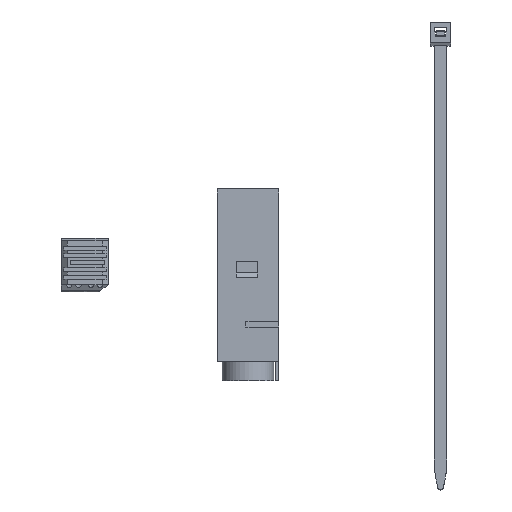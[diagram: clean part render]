
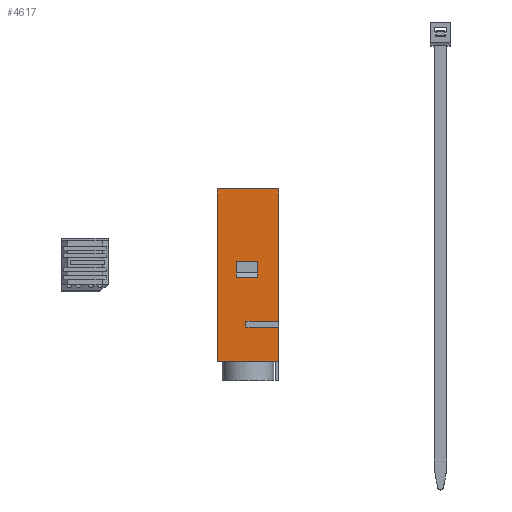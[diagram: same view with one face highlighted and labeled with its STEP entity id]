
A CAD part, left-side view. The second image highlights one B-rep face of the part: STEP entity #4617.
In plain terms, the highlighted free-form (B-spline) face has degree [1, 1] with [2, 2] control points.
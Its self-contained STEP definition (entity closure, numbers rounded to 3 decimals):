
#107=CARTESIAN_POINT('V238',(-6.95,2.85,
   1.641));
#108=VERTEX_POINT('V238',#107);
#114=CARTESIAN_POINT('V237',(-6.95,2.85,
   -1.759));
#115=VERTEX_POINT('V237',#114);
#116=CARTESIAN_POINT('E340',(-6.95,2.85,
   -1.759));
#117=CARTESIAN_POINT('E340',(-6.95,2.85,
   1.641));
#118=QUASI_UNIFORM_CURVE('E340',1,(#116,#117),.POLYLINE_FORM.,.F.,
   .U.);
#119=EDGE_CURVE('E340',#115,#108,#118,.T.);
#142=CARTESIAN_POINT('V240',(-6.95,-1.65,
   1.641));
#143=VERTEX_POINT('V240',#142);
#149=CARTESIAN_POINT('E343',(-6.95,2.85,
   1.641));
#150=CARTESIAN_POINT('E343',(-6.95,-1.65,
   1.641));
#151=B_SPLINE_CURVE_WITH_KNOTS('E343',1,(#149,#150),.POLYLINE_FORM.,
   .F.,.U.,(2,2),(0.0,5.0),.UNSPECIFIED.);
#152=EDGE_CURVE('E343',#108,#143,#151,.T.);
#184=CARTESIAN_POINT('V242',(-6.95,-1.65,
   -1.759));
#185=VERTEX_POINT('V242',#184);
#193=CARTESIAN_POINT('E456',(-6.95,-1.65,
   -1.759));
#194=CARTESIAN_POINT('E456',(-6.95,2.85,
   -1.759));
#195=B_SPLINE_CURVE_WITH_KNOTS('E456',1,(#193,#194),.POLYLINE_FORM.,
   .F.,.U.,(2,2),(2.0,5.536),.UNSPECIFIED.);
#196=EDGE_CURVE('E456',#185,#115,#195,.T.);
#206=CARTESIAN_POINT('E348',(-6.95,-1.65,
   1.641));
#207=CARTESIAN_POINT('E348',(-6.95,-1.65,
   -1.759));
#208=B_SPLINE_CURVE_WITH_KNOTS('E348',1,(#206,#207),.POLYLINE_FORM.,
   .F.,.U.,(2,2),(0.0,3.778),.UNSPECIFIED.);
#209=EDGE_CURVE('E348',#143,#185,#208,.T.);
#3558=CARTESIAN_POINT('V299',(-6.95,0.75,
   -11.209));
#3559=VERTEX_POINT('V299',#3558);
#3560=CARTESIAN_POINT('V59',(-6.95,-6.25,
   -11.209));
#3561=VERTEX_POINT('V59',#3560);
#3562=CARTESIAN_POINT('E447',(-6.95,0.75,
   -11.209));
#3563=CARTESIAN_POINT('E447',(-6.95,-6.25,
   -11.209));
#3564=B_SPLINE_CURVE_WITH_KNOTS('E447',1,(#3562,#3563),
   .POLYLINE_FORM.,.F.,.U.,(2,2),(0.0,7.0),.UNSPECIFIED.);
#3565=EDGE_CURVE('E447',#3559,#3561,#3564,.T.);
#4225=CARTESIAN_POINT('V63',(-6.95,-6.25,
   -19.809));
#4226=VERTEX_POINT('V63',#4225);
#4232=CARTESIAN_POINT('V307',(-6.95,6.9,
   -19.809));
#4233=VERTEX_POINT('V307',#4232);
#4234=CARTESIAN_POINT('E455',(-6.95,6.9,
   -19.809));
#4235=CARTESIAN_POINT('E455',(-6.95,-6.25,
   -19.809));
#4236=QUASI_UNIFORM_CURVE('E455',1,(#4234,#4235),.POLYLINE_FORM.,.F.,
   .U.);
#4237=EDGE_CURVE('E455',#4233,#4226,#4236,.T.);
#4424=CARTESIAN_POINT('V58',(-6.95,-6.25,
   17.091));
#4425=VERTEX_POINT('V58',#4424);
#4431=CARTESIAN_POINT('E67',(-6.95,-6.25,
   -11.209));
#4432=CARTESIAN_POINT('E67',(-6.95,-6.25,
   17.091));
#4433=B_SPLINE_CURVE_WITH_KNOTS('E67',1,(#4431,#4432),
   .POLYLINE_FORM.,.F.,.U.,(2,2),(0.654,
   2.806),.UNSPECIFIED.);
#4434=EDGE_CURVE('E67',#3561,#4425,#4433,.T.);
#4438=CARTESIAN_POINT('V62',(-6.95,-6.25,
   -12.409));
#4439=VERTEX_POINT('V62',#4438);
#4445=CARTESIAN_POINT('E71',(-6.95,-6.25,
   -19.809));
#4446=CARTESIAN_POINT('E71',(-6.95,-6.25,
   -12.409));
#4447=B_SPLINE_CURVE_WITH_KNOTS('E71',1,(#4445,#4446),
   .POLYLINE_FORM.,.F.,.U.,(2,2),(0.0,0.563),
   .UNSPECIFIED.);
#4448=EDGE_CURVE('E71',#4226,#4439,#4447,.T.);
#4554=CARTESIAN_POINT('V298',(-6.95,0.75,
   -12.409));
#4555=VERTEX_POINT('V298',#4554);
#4561=CARTESIAN_POINT('E444',(-6.95,-6.25,
   -12.409));
#4562=CARTESIAN_POINT('E444',(-6.95,0.75,
   -12.409));
#4563=B_SPLINE_CURVE_WITH_KNOTS('E444',1,(#4561,#4562),
   .POLYLINE_FORM.,.F.,.U.,(2,2),(0.0,7.0),.UNSPECIFIED.);
#4564=EDGE_CURVE('E444',#4439,#4555,#4563,.T.);
#4578=CARTESIAN_POINT('E436',(-6.95,0.75,
   -12.409));
#4579=CARTESIAN_POINT('E436',(-6.95,0.75,
   -11.209));
#4580=QUASI_UNIFORM_CURVE('E436',1,(#4578,#4579),.POLYLINE_FORM.,.F.,
   .U.);
#4581=EDGE_CURVE('E436',#4555,#3559,#4580,.T.);
#4586=CARTESIAN_POINT('F169',(-6.95,6.9,
   -19.809));
#4587=CARTESIAN_POINT('F169',(-6.95,-6.25,
   -19.809));
#4588=CARTESIAN_POINT('F169',(-6.95,6.9,
   17.091));
#4589=CARTESIAN_POINT('F169',(-6.95,-6.25,
   17.091));
#4590=B_SPLINE_SURFACE_WITH_KNOTS('F169',1,1,((#4586,#4588),(
   #4587,#4589)),.PLANE_SURF.,.F.,.F.,.U.,(2,2),(2,2),(0.0,1.0),(
   0.0,2.806),.UNSPECIFIED.);
#4591=ORIENTED_EDGE('F160',*,*,#4581,.T.);
#4592=ORIENTED_EDGE('E447',*,*,#3565,.T.);
#4593=ORIENTED_EDGE('E67',*,*,#4434,.T.);
#4594=CARTESIAN_POINT('V280',(-6.95,6.9,
   17.091));
#4595=VERTEX_POINT('V280',#4594);
#4596=CARTESIAN_POINT('E405',(-6.95,-6.25,
   17.091));
#4597=CARTESIAN_POINT('E405',(-6.95,6.9,
   17.091));
#4598=QUASI_UNIFORM_CURVE('E405',1,(#4596,#4597),.POLYLINE_FORM.,.F.,
   .U.);
#4599=EDGE_CURVE('E405',#4425,#4595,#4598,.T.);
#4600=ORIENTED_EDGE('E405',*,*,#4599,.T.);
#4601=CARTESIAN_POINT('E454',(-6.95,6.9,
   17.091));
#4602=CARTESIAN_POINT('E454',(-6.95,6.9,
   -19.809));
#4603=B_SPLINE_CURVE_WITH_KNOTS('E454',1,(#4601,#4602),
   .POLYLINE_FORM.,.F.,.U.,(2,2),(0.0,2.806),
   .UNSPECIFIED.);
#4604=EDGE_CURVE('E454',#4595,#4233,#4603,.T.);
#4605=ORIENTED_EDGE('E454',*,*,#4604,.T.);
#4606=ORIENTED_EDGE('E455',*,*,#4237,.T.);
#4607=ORIENTED_EDGE('E71',*,*,#4448,.T.);
#4608=ORIENTED_EDGE('E444',*,*,#4564,.T.);
#4609=EDGE_LOOP('F169',(#4591,#4592,#4593,#4600,#4605,#4606,#4607,
   #4608));
#4610=FACE_OUTER_BOUND('F169',#4609,.T.);
#4611=ORIENTED_EDGE('E348',*,*,#209,.T.);
#4612=ORIENTED_EDGE('F170',*,*,#196,.T.);
#4613=ORIENTED_EDGE('E340',*,*,#119,.T.);
#4614=ORIENTED_EDGE('F126',*,*,#152,.T.);
#4615=EDGE_LOOP('F169',(#4611,#4612,#4613,#4614));
#4616=FACE_BOUND('F169',#4615,.T.);
#4617=ADVANCED_FACE('F169',(#4610,#4616),#4590,.T.);
